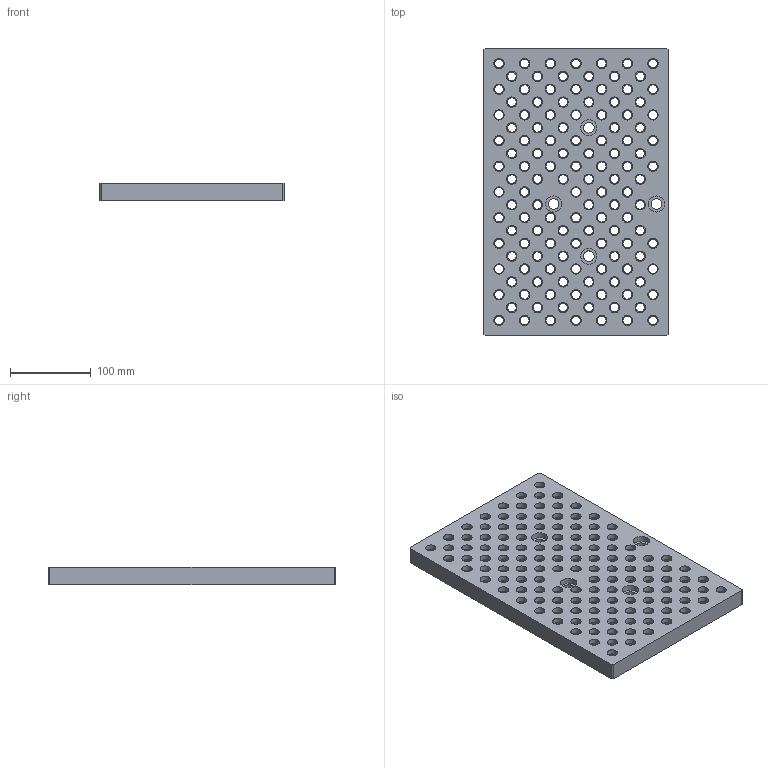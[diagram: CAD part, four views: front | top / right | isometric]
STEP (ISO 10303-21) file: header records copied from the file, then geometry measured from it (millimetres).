
FILE_DESCRIPTION(/* description */ (''),/* implementation_level */ '2;1');
FILE_NAME(/* name */ 'Haas_UMC-500_14x9.step',/* time_stamp */ '2022-03-23T12:01:24-04:00',/* author */ (''),/* organization */ (''),/* preprocessor_version */ 'ST-DEVELOPER v18.1',/* originating_system */ 'Autodesk Translation Framework v10.13.0.1454',/* authorisation */ '');
FILE_SCHEMA (('AUTOMOTIVE_DESIGN { 1 0 10303 214 3 1 1 }'));
Length unit declared in the file: inch
Products named in the file (2): UMC500 Side Plate; Fixture Plate
Assembly tree (1 placements, depth 2):
  UMC500 Side Plate
    Fixture Plate
Bounding box: 228.6 x 355.6 x 21.59 mm (x, y, z)
Volume: 1449131.1 mm3; surface area: 267796.5 mm2
Topology: 1 solids, 1 shells, 423 faces, 858 edges, 572 vertices
Faces by surface type: cylinder 278, plane 145
Full cylindrical faces by diameter (mm): 10.808 x131, 12.713 x131, 13.081 x4, 19.939 x4
Entity records: 11963 total; most frequent: DIRECTION 2266, CARTESIAN_POINT 1856, ORIENTED_EDGE 1716, AXIS2_PLACEMENT_3D 982, EDGE_CURVE 858, EDGE_LOOP 828, VERTEX_POINT 572, CIRCLE 556
